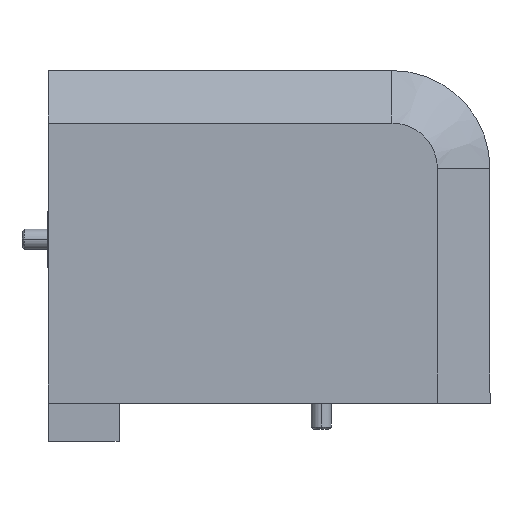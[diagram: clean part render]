
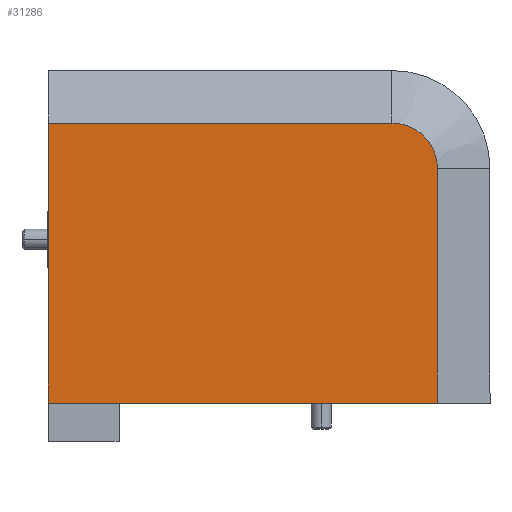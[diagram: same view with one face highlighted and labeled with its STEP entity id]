
A CAD part, left-side view. The second image highlights one B-rep face of the part: STEP entity #31286.
In plain terms, the highlighted face is planar.
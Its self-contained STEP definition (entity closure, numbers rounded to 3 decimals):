
#2668 = VECTOR ( 'NONE', #6227, 1000. ) ;
#2679 = CARTESIAN_POINT ( 'NONE',  ( 0., 3., -69.243 ) ) ;
#3130 = VERTEX_POINT ( 'NONE', #14430 ) ;
#5250 = DIRECTION ( 'NONE',  ( 0., 1., 0. ) ) ;
#5443 = DIRECTION ( 'NONE',  ( 0., 0., -1. ) ) ;
#6107 = DIRECTION ( 'NONE',  ( 0., 0., -1. ) ) ;
#6227 = DIRECTION ( 'NONE',  ( 0., 0., 1. ) ) ;
#6400 = CARTESIAN_POINT ( 'NONE',  ( 96.243, 3., 0. ) ) ;
#7701 = EDGE_CURVE ( 'NONE', #19049, #30384, #24710, .T. ) ;
#8534 = ORIENTED_EDGE ( 'NONE', *, *, #33787, .T. ) ;
#8672 = EDGE_CURVE ( 'NONE', #39095, #32329, #30544, .T. ) ;
#11843 = EDGE_CURVE ( 'NONE', #32329, #19049, #23302, .T. ) ;
#12430 = ORIENTED_EDGE ( 'NONE', *, *, #8672, .T. ) ;
#12947 = VECTOR ( 'NONE', #30779, 1000. ) ;
#13440 = AXIS2_PLACEMENT_3D ( 'NONE', #14310, #5250, #5443 ) ;
#14310 = CARTESIAN_POINT ( 'NONE',  ( 85., 3., -58. ) ) ;
#14430 = CARTESIAN_POINT ( 'NONE',  ( 85., 3., -69.243 ) ) ;
#14762 = DIRECTION ( 'NONE',  ( 0., -1., 0. ) ) ;
#15053 = ORIENTED_EDGE ( 'NONE', *, *, #11843, .T. ) ;
#15695 = CARTESIAN_POINT ( 'NONE',  ( 0., 3., 0. ) ) ;
#16014 = ORIENTED_EDGE ( 'NONE', *, *, #7701, .T. ) ;
#17775 = PLANE ( 'NONE',  #28315 ) ;
#18677 = DIRECTION ( 'NONE',  ( 0., 0., -1. ) ) ;
#19049 = VERTEX_POINT ( 'NONE', #33192 ) ;
#19284 = DIRECTION ( 'NONE',  ( 1., 0., 0. ) ) ;
#19535 = CARTESIAN_POINT ( 'NONE',  ( 0., 3., -69.243 ) ) ;
#21144 = LINE ( 'NONE', #2679, #12947 ) ;
#23231 = ORIENTED_EDGE ( 'NONE', *, *, #39243, .T. ) ;
#23302 = LINE ( 'NONE', #35563, #32870 ) ;
#23925 = VECTOR ( 'NONE', #18677, 1000. ) ;
#24199 = CARTESIAN_POINT ( 'NONE',  ( 0., 3., 0. ) ) ;
#24710 = LINE ( 'NONE', #6400, #23925 ) ;
#28315 = AXIS2_PLACEMENT_3D ( 'NONE', #24199, #14762, #6107 ) ;
#30384 = VERTEX_POINT ( 'NONE', #30526 ) ;
#30526 = CARTESIAN_POINT ( 'NONE',  ( 96.243, 3., -58. ) ) ;
#30544 = LINE ( 'NONE', #15695, #2668 ) ;
#30779 = DIRECTION ( 'NONE',  ( -1., 0., 0. ) ) ;
#31286 = ADVANCED_FACE ( 'NONE', ( #39481 ), #17775, .F. ) ;
#31970 = CARTESIAN_POINT ( 'NONE',  ( 0., 3., 0. ) ) ;
#32329 = VERTEX_POINT ( 'NONE', #31970 ) ;
#32870 = VECTOR ( 'NONE', #19284, 1000. ) ;
#33192 = CARTESIAN_POINT ( 'NONE',  ( 96.243, 3., 0. ) ) ;
#33787 = EDGE_CURVE ( 'NONE', #3130, #39095, #21144, .T. ) ;
#35563 = CARTESIAN_POINT ( 'NONE',  ( 0., 3., 0. ) ) ;
#35906 = CIRCLE ( 'NONE', #13440, 11.243 ) ;
#36669 = EDGE_LOOP ( 'NONE', ( #15053, #16014, #23231, #8534, #12430 ) ) ;
#39095 = VERTEX_POINT ( 'NONE', #19535 ) ;
#39243 = EDGE_CURVE ( 'NONE', #30384, #3130, #35906, .T. ) ;
#39481 = FACE_OUTER_BOUND ( 'NONE', #36669, .T. ) ;
